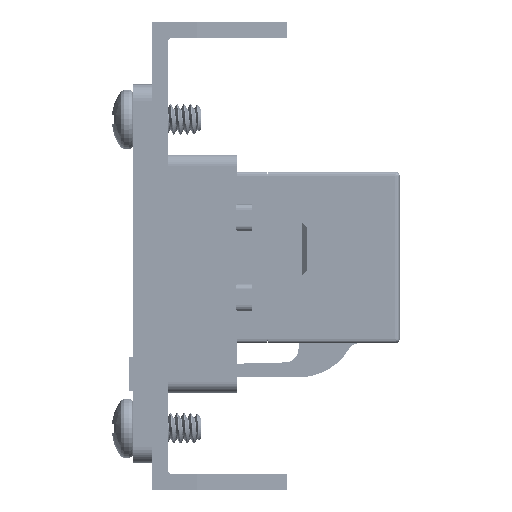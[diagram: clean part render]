
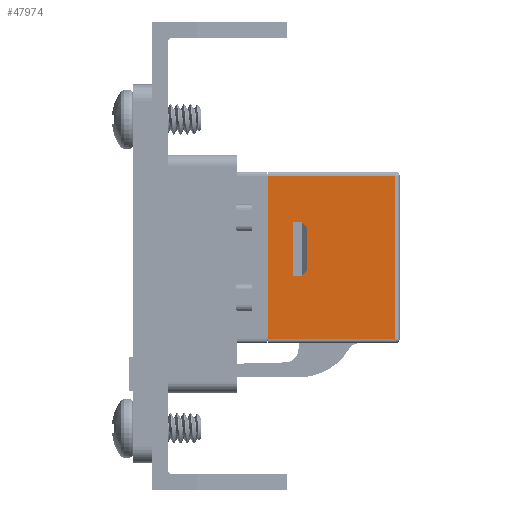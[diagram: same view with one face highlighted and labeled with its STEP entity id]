
A CAD part, left-side view. The second image highlights one B-rep face of the part: STEP entity #47974.
In plain terms, the highlighted planar face has unit normal (-1, 0, 0).
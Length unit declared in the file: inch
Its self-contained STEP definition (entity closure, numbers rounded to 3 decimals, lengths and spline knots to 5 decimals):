
#38 = DIRECTION ( 'NONE',  ( 0., 1., 0. ) ) ;
#259 = LINE ( 'NONE', #20547, #45315 ) ;
#784 = DIRECTION ( 'NONE',  ( 0., -1., 0. ) ) ;
#1513 = CARTESIAN_POINT ( 'NONE',  ( -0.2874, 0.30118, 0.49213 ) ) ;
#1555 = VERTEX_POINT ( 'NONE', #51650 ) ;
#2159 = DIRECTION ( 'NONE',  ( 0., 0., 1. ) ) ;
#3453 = VECTOR ( 'NONE', #2159, 39.37008 ) ;
#4254 = CARTESIAN_POINT ( 'NONE',  ( -0.2874, -0.31693, 0.49213 ) ) ;
#4431 = DIRECTION ( 'NONE',  ( 1., 0., 0. ) ) ;
#4820 = CARTESIAN_POINT ( 'NONE',  ( -0.2874, 0.04724, -0.14961 ) ) ;
#4967 = VERTEX_POINT ( 'NONE', #15060 ) ;
#6455 = CARTESIAN_POINT ( 'NONE',  ( -0.2874, -0.30118, -0.47638 ) ) ;
#7602 = CARTESIAN_POINT ( 'NONE',  ( -0.2874, 0.06693, -0.09843 ) ) ;
#7842 = LINE ( 'NONE', #37315, #16708 ) ;
#9137 = VECTOR ( 'NONE', #784, 39.37008 ) ;
#9838 = ORIENTED_EDGE ( 'NONE', *, *, #14912, .T. ) ;
#10531 = DIRECTION ( 'NONE',  ( 0., 0.707, -0.707 ) ) ;
#10898 = ORIENTED_EDGE ( 'NONE', *, *, #17431, .T. ) ;
#11176 = CARTESIAN_POINT ( 'NONE',  ( -0.2874, 0.06693, -0.12992 ) ) ;
#12884 = FACE_BOUND ( 'NONE', #45657, .T. ) ;
#13221 = VERTEX_POINT ( 'NONE', #18166 ) ;
#13548 = ORIENTED_EDGE ( 'NONE', *, *, #22710, .T. ) ;
#14564 = VECTOR ( 'NONE', #10531, 39.37008 ) ;
#14912 = EDGE_CURVE ( 'NONE', #13221, #35239, #259, .T. ) ;
#15060 = CARTESIAN_POINT ( 'NONE',  ( -0.2874, -0.12992, -0.12992 ) ) ;
#15326 = DIRECTION ( 'NONE',  ( 0., -1., 0. ) ) ;
#15623 = FACE_OUTER_BOUND ( 'NONE', #48226, .T. ) ;
#15812 = EDGE_CURVE ( 'NONE', #18651, #4967, #20641, .T. ) ;
#16193 = AXIS2_PLACEMENT_3D ( 'NONE', #4254, #4431, #35012 ) ;
#16513 = ORIENTED_EDGE ( 'NONE', *, *, #44340, .T. ) ;
#16708 = VECTOR ( 'NONE', #15326, 39.37008 ) ;
#17431 = EDGE_CURVE ( 'NONE', #1555, #48081, #37749, .T. ) ;
#18166 = CARTESIAN_POINT ( 'NONE',  ( -0.2874, 0.06693, -0.12992 ) ) ;
#18651 = VERTEX_POINT ( 'NONE', #27132 ) ;
#18693 = DIRECTION ( 'NONE',  ( 0., 0., -1. ) ) ;
#19175 = CARTESIAN_POINT ( 'NONE',  ( -0.2874, -0.12992, -0.12992 ) ) ;
#20547 = CARTESIAN_POINT ( 'NONE',  ( -0.2874, 0.06693, -0.09843 ) ) ;
#20641 = LINE ( 'NONE', #19175, #30894 ) ;
#22341 = VERTEX_POINT ( 'NONE', #36538 ) ;
#22710 = EDGE_CURVE ( 'NONE', #35239, #18651, #34550, .T. ) ;
#23588 = DIRECTION ( 'NONE',  ( 0., 0., -1. ) ) ;
#24785 = VECTOR ( 'NONE', #38, 39.37008 ) ;
#26806 = ORIENTED_EDGE ( 'NONE', *, *, #15812, .T. ) ;
#26974 = CARTESIAN_POINT ( 'NONE',  ( -0.2874, -0.31693, -0.47638 ) ) ;
#27132 = CARTESIAN_POINT ( 'NONE',  ( -0.2874, -0.12992, -0.09843 ) ) ;
#27487 = LINE ( 'NONE', #1513, #39068 ) ;
#30511 = ORIENTED_EDGE ( 'NONE', *, *, #51704, .T. ) ;
#30633 = PLANE ( 'NONE',  #16193 ) ;
#30894 = VECTOR ( 'NONE', #23588, 39.37008 ) ;
#30956 = CARTESIAN_POINT ( 'NONE',  ( -0.2874, 0.06693, -0.09843 ) ) ;
#31146 = DIRECTION ( 'NONE',  ( 0., -1., 0. ) ) ;
#34196 = EDGE_CURVE ( 'NONE', #4967, #1555, #48073, .T. ) ;
#34550 = LINE ( 'NONE', #30956, #56367 ) ;
#35012 = DIRECTION ( 'NONE',  ( 0., 0., -1. ) ) ;
#35031 = EDGE_CURVE ( 'NONE', #42825, #41207, #27487, .T. ) ;
#35239 = VERTEX_POINT ( 'NONE', #7602 ) ;
#36052 = EDGE_CURVE ( 'NONE', #42825, #22341, #7842, .T. ) ;
#36538 = CARTESIAN_POINT ( 'NONE',  ( -0.2874, -0.30118, -0.00394 ) ) ;
#36749 = CARTESIAN_POINT ( 'NONE',  ( -0.2874, -0.11024, -0.14961 ) ) ;
#37315 = CARTESIAN_POINT ( 'NONE',  ( -0.2874, -0.30118, -0.00394 ) ) ;
#37749 = LINE ( 'NONE', #47975, #24785 ) ;
#39068 = VECTOR ( 'NONE', #18693, 39.37008 ) ;
#39281 = EDGE_CURVE ( 'NONE', #55252, #22341, #49943, .T. ) ;
#40294 = CARTESIAN_POINT ( 'NONE',  ( -0.2874, 0.30118, -0.47638 ) ) ;
#40413 = ORIENTED_EDGE ( 'NONE', *, *, #39281, .T. ) ;
#40486 = CARTESIAN_POINT ( 'NONE',  ( -0.2874, 0.30118, -0.00394 ) ) ;
#41207 = VERTEX_POINT ( 'NONE', #40294 ) ;
#41231 = LINE ( 'NONE', #26974, #9137 ) ;
#42825 = VERTEX_POINT ( 'NONE', #40486 ) ;
#44340 = EDGE_CURVE ( 'NONE', #41207, #55252, #41231, .T. ) ;
#44342 = ORIENTED_EDGE ( 'NONE', *, *, #34196, .T. ) ;
#45315 = VECTOR ( 'NONE', #46680, 39.37008 ) ;
#45657 = EDGE_LOOP ( 'NONE', ( #9838, #13548, #26806, #44342, #10898, #30511 ) ) ;
#46680 = DIRECTION ( 'NONE',  ( 0., 0., 1. ) ) ;
#47974 = ADVANCED_FACE ( 'NONE', ( #12884, #15623 ), #30633, .F. ) ;
#47975 = CARTESIAN_POINT ( 'NONE',  ( -0.2874, 0.04724, -0.14961 ) ) ;
#48073 = LINE ( 'NONE', #36749, #14564 ) ;
#48081 = VERTEX_POINT ( 'NONE', #4820 ) ;
#48226 = EDGE_LOOP ( 'NONE', ( #52389, #50337, #16513, #40413 ) ) ;
#49943 = LINE ( 'NONE', #54475, #3453 ) ;
#50004 = VECTOR ( 'NONE', #54918, 39.37008 ) ;
#50337 = ORIENTED_EDGE ( 'NONE', *, *, #35031, .T. ) ;
#51650 = CARTESIAN_POINT ( 'NONE',  ( -0.2874, -0.11024, -0.14961 ) ) ;
#51704 = EDGE_CURVE ( 'NONE', #48081, #13221, #54092, .T. ) ;
#52389 = ORIENTED_EDGE ( 'NONE', *, *, #36052, .F. ) ;
#54092 = LINE ( 'NONE', #11176, #50004 ) ;
#54475 = CARTESIAN_POINT ( 'NONE',  ( -0.2874, -0.30118, 0.49213 ) ) ;
#54918 = DIRECTION ( 'NONE',  ( 0., 0.707, 0.707 ) ) ;
#55252 = VERTEX_POINT ( 'NONE', #6455 ) ;
#56367 = VECTOR ( 'NONE', #31146, 39.37008 ) ;
